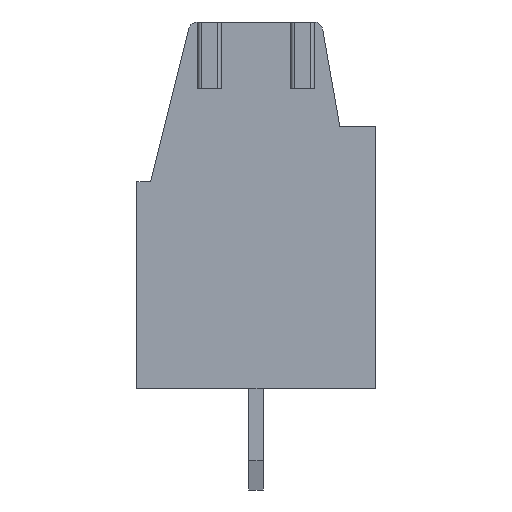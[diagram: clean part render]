
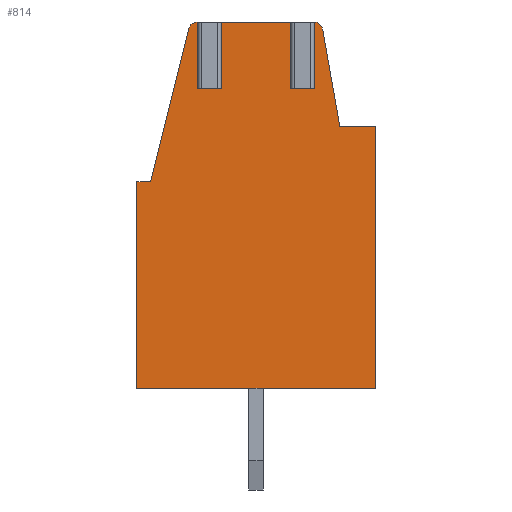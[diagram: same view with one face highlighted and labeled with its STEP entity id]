
A CAD part, left-side view. The second image highlights one B-rep face of the part: STEP entity #814.
In plain terms, the highlighted planar face has unit normal (-1, 0, 0).
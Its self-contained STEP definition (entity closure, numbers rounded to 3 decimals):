
#814 = ADVANCED_FACE( '', ( #1954 ), #1955, .T. );
#1954 = FACE_OUTER_BOUND( '', #3415, .T. );
#1955 = PLANE( '', #3416 );
#3415 = EDGE_LOOP( '', ( #5888, #5889, #5890, #5891, #5892, #5893, #5894, #5895, #5896, #5897, #5898, #5899, #5900, #5901, #5902, #5903, #5904, #5905 ) );
#3416 = AXIS2_PLACEMENT_3D( '', #5906, #5907, #5908 );
#5888 = ORIENTED_EDGE( '', *, *, #9444, .T. );
#5889 = ORIENTED_EDGE( '', *, *, #9445, .T. );
#5890 = ORIENTED_EDGE( '', *, *, #9446, .T. );
#5891 = ORIENTED_EDGE( '', *, *, #8660, .T. );
#5892 = ORIENTED_EDGE( '', *, *, #9447, .T. );
#5893 = ORIENTED_EDGE( '', *, *, #9448, .T. );
#5894 = ORIENTED_EDGE( '', *, *, #8798, .T. );
#5895 = ORIENTED_EDGE( '', *, *, #8592, .F. );
#5896 = ORIENTED_EDGE( '', *, *, #9449, .T. );
#5897 = ORIENTED_EDGE( '', *, *, #9450, .T. );
#5898 = ORIENTED_EDGE( '', *, *, #8792, .T. );
#5899 = ORIENTED_EDGE( '', *, *, #9451, .F. );
#5900 = ORIENTED_EDGE( '', *, *, #9452, .F. );
#5901 = ORIENTED_EDGE( '', *, *, #9341, .T. );
#5902 = ORIENTED_EDGE( '', *, *, #8784, .F. );
#5903 = ORIENTED_EDGE( '', *, *, #9453, .T. );
#5904 = ORIENTED_EDGE( '', *, *, #9454, .T. );
#5905 = ORIENTED_EDGE( '', *, *, #9455, .T. );
#5906 = CARTESIAN_POINT( '', ( -43.309, 151.943, -29.87 ) );
#5907 = DIRECTION( '', ( -1., 0., 0. ) );
#5908 = DIRECTION( '', ( 0., -1., 0. ) );
#8592 = EDGE_CURVE( '', #10298, #10300, #10301, .T. );
#8660 = EDGE_CURVE( '', #10418, #10415, #10419, .T. );
#8784 = EDGE_CURVE( '', #10643, #10646, #10647, .T. );
#8792 = EDGE_CURVE( '', #10662, #10660, #10663, .T. );
#8798 = EDGE_CURVE( '', #10672, #10300, #10673, .T. );
#9341 = EDGE_CURVE( '', #11570, #10646, #11571, .T. );
#9444 = EDGE_CURVE( '', #11722, #11723, #11724, .T. );
#9445 = EDGE_CURVE( '', #11723, #11725, #11726, .T. );
#9446 = EDGE_CURVE( '', #11725, #10418, #11727, .T. );
#9447 = EDGE_CURVE( '', #10415, #11728, #11729, .T. );
#9448 = EDGE_CURVE( '', #11728, #10672, #11730, .T. );
#9449 = EDGE_CURVE( '', #10298, #11731, #11732, .T. );
#9450 = EDGE_CURVE( '', #11731, #10662, #11733, .T. );
#9451 = EDGE_CURVE( '', #11734, #10660, #11735, .T. );
#9452 = EDGE_CURVE( '', #11570, #11734, #11736, .T. );
#9453 = EDGE_CURVE( '', #10643, #11737, #11738, .T. );
#9454 = EDGE_CURVE( '', #11737, #11739, #11740, .T. );
#9455 = EDGE_CURVE( '', #11739, #11722, #11741, .T. );
#10298 = VERTEX_POINT( '', #12811 );
#10300 = VERTEX_POINT( '', #12813 );
#10301 = LINE( '', #12814, #12815 );
#10415 = VERTEX_POINT( '', #12966 );
#10418 = VERTEX_POINT( '', #12970 );
#10419 = LINE( '', #12971, #12972 );
#10643 = VERTEX_POINT( '', #13300 );
#10646 = VERTEX_POINT( '', #13304 );
#10647 = LINE( '', #13305, #13306 );
#10660 = VERTEX_POINT( '', #13322 );
#10662 = VERTEX_POINT( '', #13324 );
#10663 = LINE( '', #13325, #13326 );
#10672 = VERTEX_POINT( '', #13338 );
#10673 = LINE( '', #13339, #13340 );
#11570 = VERTEX_POINT( '', #14657 );
#11571 = LINE( '', #14658, #14659 );
#11722 = VERTEX_POINT( '', #14872 );
#11723 = VERTEX_POINT( '', #14873 );
#11724 = LINE( '', #14874, #14875 );
#11725 = VERTEX_POINT( '', #14876 );
#11726 = LINE( '', #14877, #14878 );
#11727 = LINE( '', #14879, #14880 );
#11728 = VERTEX_POINT( '', #14881 );
#11729 = LINE( '', #14882, #14883 );
#11730 = CIRCLE( '', #14884, 0.3 );
#11731 = VERTEX_POINT( '', #14885 );
#11732 = LINE( '', #14886, #14887 );
#11733 = LINE( '', #14888, #14889 );
#11734 = VERTEX_POINT( '', #14890 );
#11735 = LINE( '', #14891, #14892 );
#11736 = LINE( '', #14893, #14894 );
#11737 = VERTEX_POINT( '', #14895 );
#11738 = CIRCLE( '', #14896, 0.3 );
#11739 = VERTEX_POINT( '', #14897 );
#11740 = LINE( '', #14898, #14899 );
#11741 = LINE( '', #14900, #14901 );
#12811 = CARTESIAN_POINT( '', ( -43.309, 151.972, -31.87 ) );
#12813 = CARTESIAN_POINT( '', ( -43.309, 151.972, -29.57 ) );
#12814 = CARTESIAN_POINT( '', ( -43.309, 151.972, -42.171 ) );
#12815 = VECTOR( '', #16348, 1000. );
#12966 = CARTESIAN_POINT( '', ( -43.309, 151.056, -33.17 ) );
#12970 = CARTESIAN_POINT( '', ( -43.309, 149.841, -33.17 ) );
#12971 = CARTESIAN_POINT( '', ( -43.309, 151.056, -33.17 ) );
#12972 = VECTOR( '', #16429, 1000. );
#13300 = CARTESIAN_POINT( '', ( -43.309, 155.957, -29.57 ) );
#13304 = CARTESIAN_POINT( '', ( -43.309, 155.919, -29.57 ) );
#13305 = CARTESIAN_POINT( '', ( -43.309, 155.957, -29.57 ) );
#13306 = VECTOR( '', #16572, 1000. );
#13322 = CARTESIAN_POINT( '', ( -43.309, 155.172, -29.57 ) );
#13324 = CARTESIAN_POINT( '', ( -43.309, 152.719, -29.57 ) );
#13325 = CARTESIAN_POINT( '', ( -43.309, 155.957, -29.57 ) );
#13326 = VECTOR( '', #16588, 1000. );
#13338 = CARTESIAN_POINT( '', ( -43.309, 151.943, -29.57 ) );
#13339 = CARTESIAN_POINT( '', ( -43.309, 155.957, -29.57 ) );
#13340 = VECTOR( '', #16598, 1000. );
#14657 = CARTESIAN_POINT( '', ( -43.309, 155.919, -31.87 ) );
#14658 = CARTESIAN_POINT( '', ( -43.309, 155.919, -42.171 ) );
#14659 = VECTOR( '', #17216, 1000. );
#14872 = CARTESIAN_POINT( '', ( -43.309, 158.041, -35.07 ) );
#14873 = CARTESIAN_POINT( '', ( -43.309, 158.041, -42.17 ) );
#14874 = CARTESIAN_POINT( '', ( -43.309, 158.041, -42.17 ) );
#14875 = VECTOR( '', #17332, 1000. );
#14876 = CARTESIAN_POINT( '', ( -43.309, 149.841, -42.17 ) );
#14877 = CARTESIAN_POINT( '', ( -43.309, 149.841, -42.17 ) );
#14878 = VECTOR( '', #17333, 1000. );
#14879 = CARTESIAN_POINT( '', ( -43.309, 149.841, -33.17 ) );
#14880 = VECTOR( '', #17334, 1000. );
#14881 = CARTESIAN_POINT( '', ( -43.309, 151.647, -29.817 ) );
#14882 = CARTESIAN_POINT( '', ( -43.309, 151.647, -29.817 ) );
#14883 = VECTOR( '', #17335, 1000. );
#14884 = AXIS2_PLACEMENT_3D( '', #17336, #17337, #17338 );
#14885 = CARTESIAN_POINT( '', ( -43.309, 152.719, -31.87 ) );
#14886 = CARTESIAN_POINT( '', ( -43.309, 152.748, -31.87 ) );
#14887 = VECTOR( '', #17339, 1000. );
#14888 = CARTESIAN_POINT( '', ( -43.309, 152.719, -42.171 ) );
#14889 = VECTOR( '', #17340, 1000. );
#14890 = CARTESIAN_POINT( '', ( -43.309, 155.172, -31.87 ) );
#14891 = CARTESIAN_POINT( '', ( -43.309, 155.172, -42.171 ) );
#14892 = VECTOR( '', #17341, 1000. );
#14893 = CARTESIAN_POINT( '', ( -43.309, 155.143, -31.87 ) );
#14894 = VECTOR( '', #17342, 1000. );
#14895 = CARTESIAN_POINT( '', ( -43.309, 156.248, -29.797 ) );
#14896 = AXIS2_PLACEMENT_3D( '', #17343, #17344, #17345 );
#14897 = CARTESIAN_POINT( '', ( -43.309, 157.562, -35.07 ) );
#14898 = CARTESIAN_POINT( '', ( -43.309, 157.562, -35.07 ) );
#14899 = VECTOR( '', #17346, 1000. );
#14900 = CARTESIAN_POINT( '', ( -43.309, 158.041, -35.07 ) );
#14901 = VECTOR( '', #17347, 1000. );
#16348 = DIRECTION( '', ( 0., 0., 1. ) );
#16429 = DIRECTION( '', ( 0., 1., 0. ) );
#16572 = DIRECTION( '', ( 0., -1., 0. ) );
#16588 = DIRECTION( '', ( 0., 1., 0. ) );
#16598 = DIRECTION( '', ( 0., 1., 0. ) );
#17216 = DIRECTION( '', ( 0., 0., 1. ) );
#17332 = DIRECTION( '', ( 0., 0., -1. ) );
#17333 = DIRECTION( '', ( 0., -1., 0. ) );
#17334 = DIRECTION( '', ( 0., 0., 1. ) );
#17335 = DIRECTION( '', ( 0., 0.174, 0.985 ) );
#17336 = CARTESIAN_POINT( '', ( -43.309, 151.943, -29.87 ) );
#17337 = DIRECTION( '', ( -1., 0., 0. ) );
#17338 = DIRECTION( '', ( 0., 0.643, -0.766 ) );
#17339 = DIRECTION( '', ( 0., 1., 0. ) );
#17340 = DIRECTION( '', ( 0., 0., 1. ) );
#17341 = DIRECTION( '', ( 0., 0., 1. ) );
#17342 = DIRECTION( '', ( 0., -1., 0. ) );
#17343 = CARTESIAN_POINT( '', ( -43.309, 155.957, -29.87 ) );
#17344 = DIRECTION( '', ( -1., 0., 0. ) );
#17345 = DIRECTION( '', ( 0., -0.616, -0.788 ) );
#17346 = DIRECTION( '', ( 0., 0.242, -0.97 ) );
#17347 = DIRECTION( '', ( 0., 1., 0. ) );
